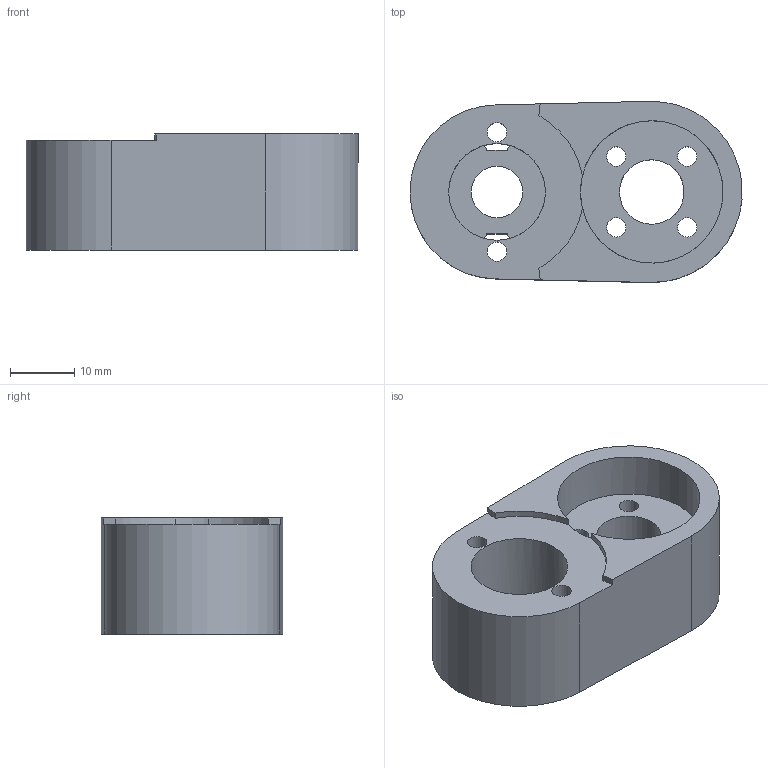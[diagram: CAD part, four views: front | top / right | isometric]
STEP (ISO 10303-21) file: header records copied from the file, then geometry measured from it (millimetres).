
FILE_DESCRIPTION(/* description */ (''),/* implementation_level */ '2;1');
FILE_NAME(/* name */ 'RotationLimiterGliderBody.step',/* time_stamp */ '2023-01-29T16:16:59+01:00',/* author */ (''),/* organization */ (''),/* preprocessor_version */ 'ST-DEVELOPER v19.2',/* originating_system */ 'Autodesk Translation Framework v11.17.0.187',/* authorisation */ '');
FILE_SCHEMA (('AUTOMOTIVE_DESIGN { 1 0 10303 214 3 1 1 }'));
Length unit declared in the file: millimetre
Products named in the file (1): RotationLimiterGliderBody
Bounding box: 51.5 x 28.09 x 18 mm (x, y, z)
Volume: 14914 mm3; surface area: 7061.8 mm2
Topology: 1 solids, 1 shells, 65 faces, 176 edges, 116 vertices
Faces by surface type: plane 51, cylinder 14
Full cylindrical faces by diameter (mm): 3 x6, 8 x1, 10 x1, 15 x1, 22.1 x1
Entity records: 2105 total; most frequent: CARTESIAN_POINT 358, ORIENTED_EDGE 352, DIRECTION 342, EDGE_CURVE 176, LINE 142, VECTOR 142, VERTEX_POINT 116, AXIS2_PLACEMENT_3D 100
